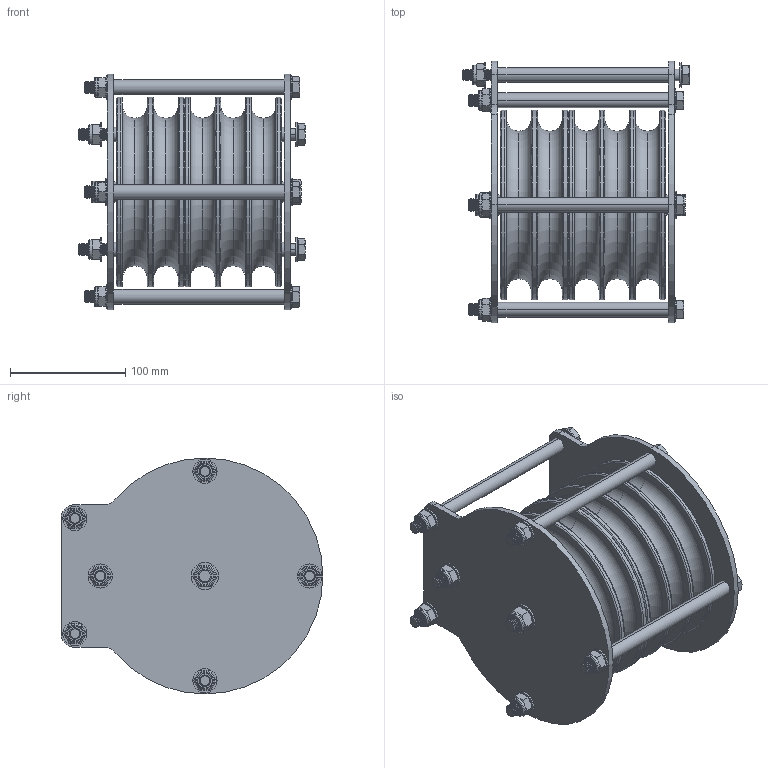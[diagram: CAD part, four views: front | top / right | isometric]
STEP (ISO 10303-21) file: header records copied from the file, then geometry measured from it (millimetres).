
FILE_DESCRIPTION (( 'STEP AP203' ), '1' );
FILE_NAME ('T42945.STEP', '2018-07-26T14:50:50', ( '' ), ( '' ), 'SwSTEP 2.0', 'SolidWorks 2016', '' );
FILE_SCHEMA (( 'CONFIG_CONTROL_DESIGN' ));
Length unit declared in the file: millimetre
Products named in the file (20): TH767; B Washer_Bright washer BS 4320 - M10 (Form B); T42945; S2610-2; S2610-4; TH786; S2610; TH805; PULLEY_LABEL; S1930; SW3dPS-nyloc nut, st stl a2 iso_M12 NYLOC; TH785; Hex Bolt_ISO 4016 - M12 x 180 x 32-WS; S2610-5; SW3dPS-nyloc nut, st stl a2 iso_M10 NYLOC; Hex Bolt_ISO 4016 - M10 x 180 x 32-WS; S2610-3; Hex Bolt_ISO 4016 - M10 x 190 x 32-WS; B Washer_Bright washer BS 4320 - M12 (Form B); S2610-1
Assembly tree (58 placements, depth 3):
  T42945
    TH785
    TH786
    S2610  x4
      S2610-1
      S2610-2
      S2610-3
      S2610-4
      S2610-5
    TH767  x2
    S1930  x2
    TH805  x6
    B Washer_Bright washer BS 4320 - M10 (Form B)  x12
    SW3dPS-nyloc nut, st stl a2 iso_M10 NYLOC  x6
    Hex Bolt_ISO 4016 - M10 x 190 x 32-WS  x2
    Hex Bolt_ISO 4016 - M10 x 180 x 32-WS  x4
    B Washer_Bright washer BS 4320 - M12 (Form B)  x2
    SW3dPS-nyloc nut, st stl a2 iso_M12 NYLOC
    Hex Bolt_ISO 4016 - M12 x 180 x 32-WS
    PULLEY_LABEL
Bounding box: 196.85 x 227.5 x 205 mm (x, y, z)
Volume: 2757853.1 mm3; surface area: 545605.1 mm2
Topology: 93 solids, 93 shells, 3142 faces, 7976 edges, 5096 vertices
Faces by surface type: plane 1201, cone 784, cylinder 642, bspline 287, torus 156, sphere 72
Entity records: 76286 total; most frequent: CARTESIAN_POINT 25420, ORIENTED_EDGE 10296, DIRECTION 9162, EDGE_CURVE 5148, VERTEX_POINT 3340, LINE 3334, VECTOR 3334, AXIS2_PLACEMENT_3D 2914
